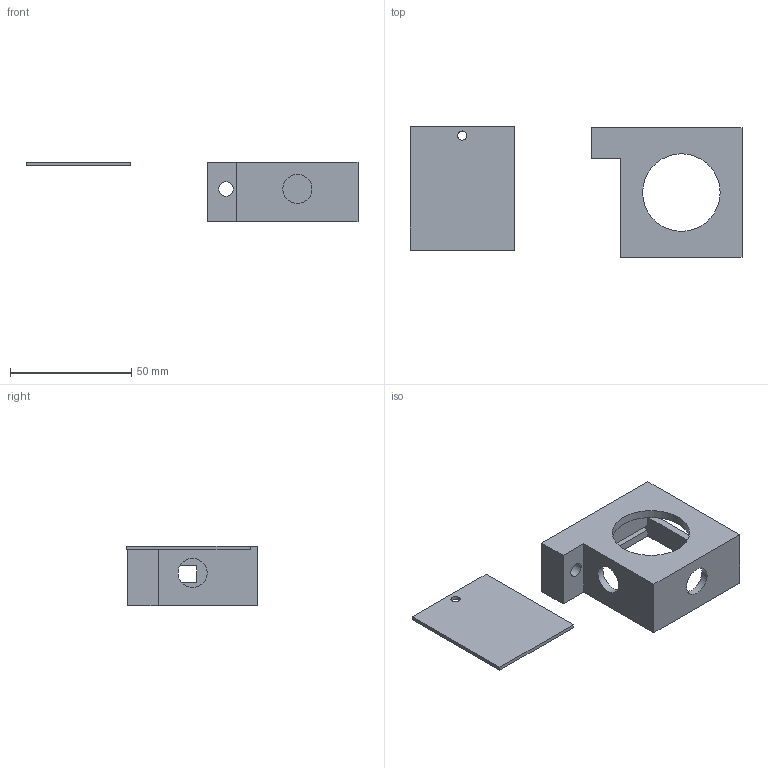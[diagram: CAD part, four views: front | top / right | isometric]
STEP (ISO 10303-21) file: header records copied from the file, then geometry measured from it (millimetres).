
FILE_DESCRIPTION(/* description */ ('','CAx-IF Rec.Pracs.---Representation and Presentation of Product Manufacturing Information (PMI)---4.0---2014-10-13'),/* implementation_level */ '2;1');
FILE_NAME(/* name */ 'ThorCam_cs165_case.step',/* time_stamp */ '2025-01-30T13:34:32-05:00',/* author */ (''),/* organization */ (''),/* preprocessor_version */ 'ST-DEVELOPER v20',/* originating_system */ 'Autodesk Translation Framework v13.20.0.188',/* authorisation */ '');
FILE_SCHEMA (('AP242_MANAGED_MODEL_BASED_3D_ENGINEERING_MIM_LF { 1 0 10303 442 1 1 4 }'));
Length unit declared in the file: millimetre
Products named in the file (1): ThorcamCase
Bounding box: 137 x 54 x 24.5 mm (x, y, z)
Volume: 23815.7 mm3; surface area: 18548.1 mm2
Topology: 2 solids, 2 shells, 35 faces, 93 edges, 62 vertices
Faces by surface type: plane 30, cylinder 5
Full cylindrical faces by diameter (mm): 3.85 x1, 6 x1, 12 x2, 32 x1
Entity records: 1137 total; most frequent: CARTESIAN_POINT 191, ORIENTED_EDGE 186, DIRECTION 175, EDGE_CURVE 93, LINE 83, VECTOR 83, VERTEX_POINT 62, EDGE_LOOP 49
